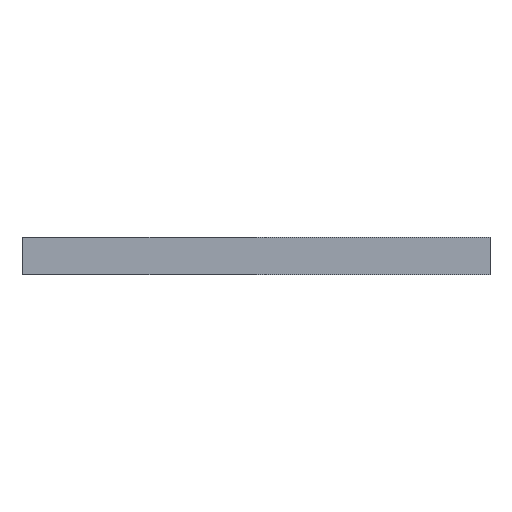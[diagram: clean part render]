
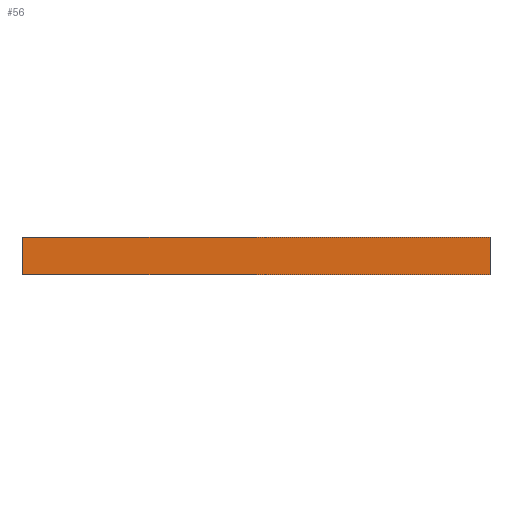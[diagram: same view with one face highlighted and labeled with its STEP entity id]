
A CAD part, front view. The second image highlights one B-rep face of the part: STEP entity #56.
In plain terms, the highlighted planar face has unit normal (0, -1, 0).
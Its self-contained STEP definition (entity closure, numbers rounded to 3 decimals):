
#52 = CARTESIAN_POINT ( 'NONE',  ( 0., -65., -2.5 ) ) ;
#56 = ADVANCED_FACE ( 'NONE', ( #781 ), #514, .F. ) ;
#61 = EDGE_CURVE ( 'NONE', #728, #666, #153, .T. ) ;
#67 = VECTOR ( 'NONE', #1019, 1000. ) ;
#88 = ORIENTED_EDGE ( 'NONE', *, *, #539, .F. ) ;
#153 = LINE ( 'NONE', #598, #1111 ) ;
#209 = VERTEX_POINT ( 'NONE', #352 ) ;
#217 = DIRECTION ( 'NONE',  ( 1., 0., 0. ) ) ;
#278 = LINE ( 'NONE', #52, #944 ) ;
#322 = VERTEX_POINT ( 'NONE', #638 ) ;
#352 = CARTESIAN_POINT ( 'NONE',  ( 31.345, -65., -2.5 ) ) ;
#366 = ORIENTED_EDGE ( 'NONE', *, *, #61, .F. ) ;
#403 = CARTESIAN_POINT ( 'NONE',  ( 31.345, -65., 2.5 ) ) ;
#443 = ORIENTED_EDGE ( 'NONE', *, *, #939, .T. ) ;
#514 = PLANE ( 'NONE',  #668 ) ;
#539 = EDGE_CURVE ( 'NONE', #666, #209, #746, .T. ) ;
#598 = CARTESIAN_POINT ( 'NONE',  ( 0., -65., 2.5 ) ) ;
#638 = CARTESIAN_POINT ( 'NONE',  ( -31.345, -65., -2.5 ) ) ;
#655 = ORIENTED_EDGE ( 'NONE', *, *, #860, .T. ) ;
#666 = VERTEX_POINT ( 'NONE', #1118 ) ;
#668 = AXIS2_PLACEMENT_3D ( 'NONE', #1117, #1018, #680 ) ;
#680 = DIRECTION ( 'NONE',  ( 0., 0., 1. ) ) ;
#684 = DIRECTION ( 'NONE',  ( 1., 0., 0. ) ) ;
#694 = DIRECTION ( 'NONE',  ( 0., 0., -1. ) ) ;
#699 = EDGE_LOOP ( 'NONE', ( #443, #88, #366, #655 ) ) ;
#728 = VERTEX_POINT ( 'NONE', #856 ) ;
#737 = VECTOR ( 'NONE', #694, 1000. ) ;
#746 = LINE ( 'NONE', #403, #67 ) ;
#781 = FACE_OUTER_BOUND ( 'NONE', #699, .T. ) ;
#836 = LINE ( 'NONE', #1036, #737 ) ;
#856 = CARTESIAN_POINT ( 'NONE',  ( -31.345, -65., 2.5 ) ) ;
#860 = EDGE_CURVE ( 'NONE', #728, #322, #836, .T. ) ;
#939 = EDGE_CURVE ( 'NONE', #322, #209, #278, .T. ) ;
#944 = VECTOR ( 'NONE', #684, 1000. ) ;
#1018 = DIRECTION ( 'NONE',  ( 0., 1., 0. ) ) ;
#1019 = DIRECTION ( 'NONE',  ( 0., 0., -1. ) ) ;
#1036 = CARTESIAN_POINT ( 'NONE',  ( -31.345, -65., 2.5 ) ) ;
#1111 = VECTOR ( 'NONE', #217, 1000. ) ;
#1117 = CARTESIAN_POINT ( 'NONE',  ( 0., -65., 2.5 ) ) ;
#1118 = CARTESIAN_POINT ( 'NONE',  ( 31.345, -65., 2.5 ) ) ;
